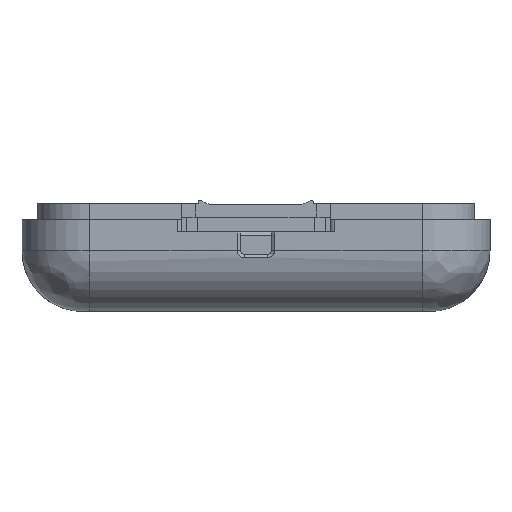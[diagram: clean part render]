
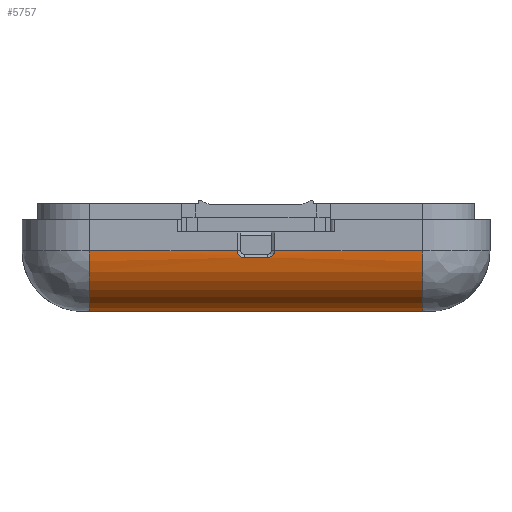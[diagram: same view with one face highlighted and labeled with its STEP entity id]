
A CAD part, left-side view. The second image highlights one B-rep face of the part: STEP entity #5757.
In plain terms, the highlighted cylindrical face has radius 4.5 mm (diameter 9 mm), a partial arc.
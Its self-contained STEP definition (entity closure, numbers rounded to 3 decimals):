
#89=CYLINDRICAL_SURFACE('',#6199,4.5);
#174=B_SPLINE_CURVE_WITH_KNOTS('',3,(#9602,#9603,#9604,#9605,#9606),
 .UNSPECIFIED.,.F.,.F.,(4,1,4),(0.075,0.092,0.113),
 .UNSPECIFIED.);
#176=B_SPLINE_CURVE_WITH_KNOTS('',3,(#9674,#9675,#9676,#9677,#9678,#9679),
 .UNSPECIFIED.,.F.,.F.,(4,1,1,4),(-0.038,-0.022,
-0.011,0.),.UNSPECIFIED.);
#344=FACE_OUTER_BOUND('',#668,.T.);
#668=EDGE_LOOP('',(#4310,#4311,#4312,#4313,#4314,#4315,#4316,#4317));
#996=CIRCLE('',#6200,4.5);
#997=CIRCLE('',#6201,4.5);
#1358=LINE('',#9538,#1909);
#1382=LINE('',#9743,#1933);
#1385=LINE('',#9748,#1936);
#1386=LINE('',#9752,#1937);
#1909=VECTOR('',#7163,10.);
#1933=VECTOR('',#7211,10.);
#1936=VECTOR('',#7216,10.);
#1937=VECTOR('',#7219,10.);
#2494=VERTEX_POINT('',#9535);
#2495=VERTEX_POINT('',#9537);
#2497=VERTEX_POINT('',#9562);
#2500=VERTEX_POINT('',#9672);
#2522=VERTEX_POINT('',#9742);
#2523=VERTEX_POINT('',#9747);
#2524=VERTEX_POINT('',#9749);
#2525=VERTEX_POINT('',#9751);
#3162=EDGE_CURVE('',#2494,#2495,#1358,.T.);
#3167=EDGE_CURVE('',#2495,#2497,#174,.T.);
#3170=EDGE_CURVE('',#2500,#2494,#176,.T.);
#3197=EDGE_CURVE('',#2522,#2497,#1382,.T.);
#3200=EDGE_CURVE('',#2500,#2523,#1385,.T.);
#3201=EDGE_CURVE('',#2524,#2523,#996,.T.);
#3202=EDGE_CURVE('',#2524,#2525,#1386,.T.);
#3203=EDGE_CURVE('',#2525,#2522,#997,.T.);
#4310=ORIENTED_EDGE('',*,*,#3167,.F.);
#4311=ORIENTED_EDGE('',*,*,#3162,.F.);
#4312=ORIENTED_EDGE('',*,*,#3170,.F.);
#4313=ORIENTED_EDGE('',*,*,#3200,.T.);
#4314=ORIENTED_EDGE('',*,*,#3201,.F.);
#4315=ORIENTED_EDGE('',*,*,#3202,.T.);
#4316=ORIENTED_EDGE('',*,*,#3203,.T.);
#4317=ORIENTED_EDGE('',*,*,#3197,.T.);
#5757=ADVANCED_FACE('',(#344),#89,.T.);
#6199=AXIS2_PLACEMENT_3D('',#9746,#7214,#7215);
#6200=AXIS2_PLACEMENT_3D('',#9750,#7217,#7218);
#6201=AXIS2_PLACEMENT_3D('',#9753,#7220,#7221);
#7163=DIRECTION('',(0.,-1.,0.));
#7211=DIRECTION('',(0.,1.,0.));
#7214=DIRECTION('center_axis',(0.,1.,0.));
#7215=DIRECTION('ref_axis',(-0.707,0.,-0.707));
#7216=DIRECTION('',(0.,1.,0.));
#7217=DIRECTION('center_axis',(0.,1.,0.));
#7218=DIRECTION('ref_axis',(0.,0.,-1.));
#7219=DIRECTION('',(0.,-1.,0.));
#7220=DIRECTION('center_axis',(0.,1.,0.));
#7221=DIRECTION('ref_axis',(0.,0.,-1.));
#9535=CARTESIAN_POINT('',(-13.772,9.375,-2.999));
#9537=CARTESIAN_POINT('',(-13.772,7.625,-2.999));
#9538=CARTESIAN_POINT('',(-13.772,17.172,-2.999));
#9562=CARTESIAN_POINT('',(-13.8,7.125,-2.5));
#9602=CARTESIAN_POINT('Ctrl Pts',(-13.772,7.625,-2.999));
#9603=CARTESIAN_POINT('Ctrl Pts',(-13.772,7.517,-2.999));
#9604=CARTESIAN_POINT('Ctrl Pts',(-13.784,7.247,-2.909));
#9605=CARTESIAN_POINT('Ctrl Pts',(-13.8,7.125,-2.644));
#9606=CARTESIAN_POINT('Ctrl Pts',(-13.8,7.125,-2.5));
#9672=CARTESIAN_POINT('',(-13.8,9.875,-2.5));
#9674=CARTESIAN_POINT('Ctrl Pts',(-13.8,9.875,-2.5));
#9675=CARTESIAN_POINT('Ctrl Pts',(-13.8,9.875,-2.608));
#9676=CARTESIAN_POINT('Ctrl Pts',(-13.792,9.807,-2.8));
#9677=CARTESIAN_POINT('Ctrl Pts',(-13.776,9.603,-2.961));
#9678=CARTESIAN_POINT('Ctrl Pts',(-13.772,9.447,-2.999));
#9679=CARTESIAN_POINT('Ctrl Pts',(-13.772,9.375,-2.999));
#9742=CARTESIAN_POINT('',(-13.8,-3.844,-2.5));
#9743=CARTESIAN_POINT('',(-13.8,17.172,-2.5));
#9746=CARTESIAN_POINT('Origin',(-9.3,17.172,-2.5));
#9747=CARTESIAN_POINT('',(-13.8,20.844,-2.5));
#9748=CARTESIAN_POINT('',(-13.8,17.172,-2.5));
#9749=CARTESIAN_POINT('',(-9.3,20.844,-7.));
#9750=CARTESIAN_POINT('Origin',(-9.3,20.844,-2.5));
#9751=CARTESIAN_POINT('',(-9.3,-3.844,-7.));
#9752=CARTESIAN_POINT('',(-9.3,17.172,-7.));
#9753=CARTESIAN_POINT('Origin',(-9.3,-3.844,-2.5));
